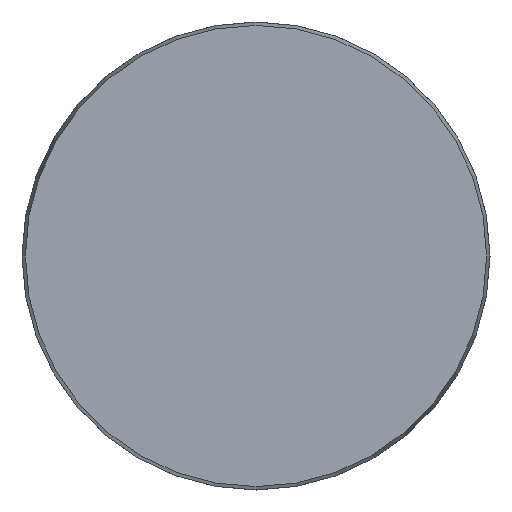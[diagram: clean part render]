
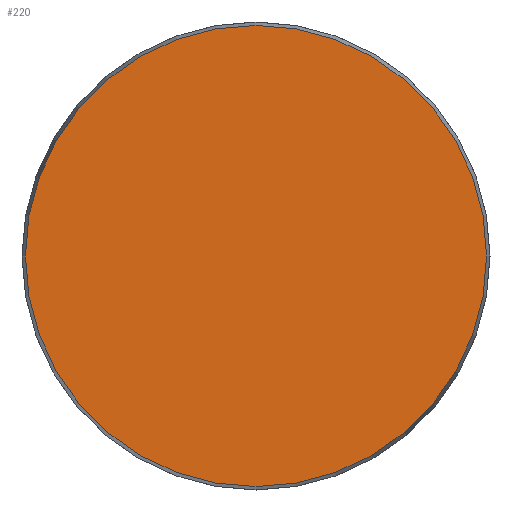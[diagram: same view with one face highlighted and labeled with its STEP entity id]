
A CAD part, front view. The second image highlights one B-rep face of the part: STEP entity #220.
In plain terms, the highlighted planar face has unit normal (0, -1, 0).
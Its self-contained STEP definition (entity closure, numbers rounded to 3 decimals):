
#12 = VERTEX_POINT ( 'NONE', #482 ) ;
#45 = ORIENTED_EDGE ( 'NONE', *, *, #417, .T. ) ;
#82 = CARTESIAN_POINT ( 'NONE',  ( -38.425, 0., 0. ) ) ;
#131 = DIRECTION ( 'NONE',  ( 0., 1., 0. ) ) ;
#165 = CIRCLE ( 'NONE', #478, 38.425 ) ;
#172 = PLANE ( 'NONE',  #277 ) ;
#220 = ADVANCED_FACE ( 'NONE', ( #462 ), #172, .F. ) ;
#222 = EDGE_LOOP ( 'NONE', ( #45 ) ) ;
#269 = CARTESIAN_POINT ( 'NONE',  ( 0., 0., 0. ) ) ;
#277 = AXIS2_PLACEMENT_3D ( 'NONE', #82, #131, #422 ) ;
#278 = DIRECTION ( 'NONE',  ( 0., 0., -1. ) ) ;
#417 = EDGE_CURVE ( 'NONE', #12, #12, #165, .T. ) ;
#422 = DIRECTION ( 'NONE',  ( 0., 0., 1. ) ) ;
#462 = FACE_OUTER_BOUND ( 'NONE', #222, .T. ) ;
#478 = AXIS2_PLACEMENT_3D ( 'NONE', #269, #487, #278 ) ;
#482 = CARTESIAN_POINT ( 'NONE',  ( 0., 0., -38.425 ) ) ;
#487 = DIRECTION ( 'NONE',  ( 0., -1., 0. ) ) ;
